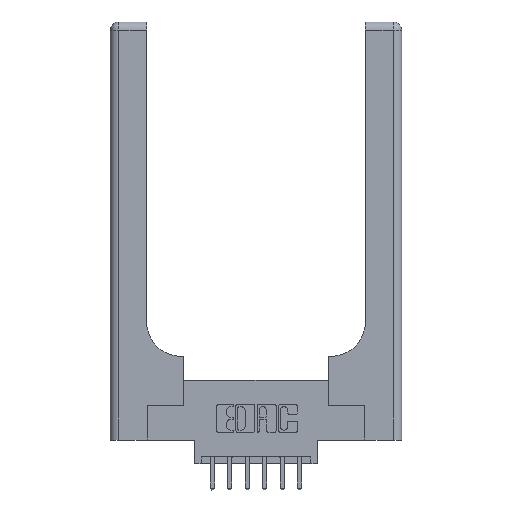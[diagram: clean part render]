
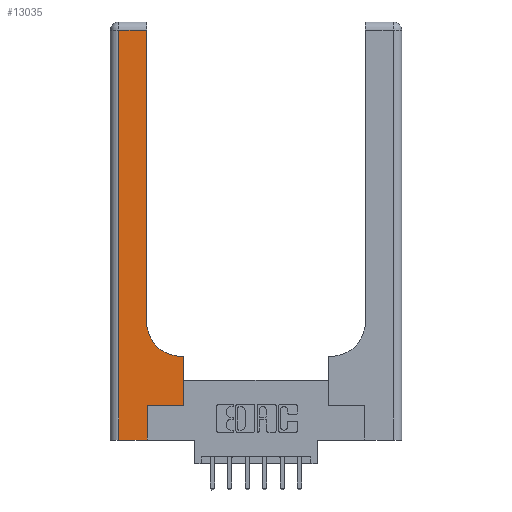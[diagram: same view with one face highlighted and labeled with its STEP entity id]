
A CAD part, top view. The second image highlights one B-rep face of the part: STEP entity #13035.
In plain terms, the highlighted planar face has unit normal (0, 0, 1).
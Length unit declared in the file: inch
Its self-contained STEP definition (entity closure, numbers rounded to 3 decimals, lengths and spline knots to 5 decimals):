
#192 = ORIENTED_EDGE ( 'NONE', *, *, #1402, .T. ) ;
#363 = CARTESIAN_POINT ( 'NONE',  ( 0.26, 0.85, 0.37 ) ) ;
#423 = EDGE_CURVE ( 'NONE', #1820, #11899, #9772, .T. ) ;
#854 = DIRECTION ( 'NONE',  ( 0., 0., -1. ) ) ;
#909 = CARTESIAN_POINT ( 'NONE',  ( 0.265, 0.25, 0.37 ) ) ;
#1090 = LINE ( 'NONE', #8307, #8797 ) ;
#1326 = CARTESIAN_POINT ( 'NONE',  ( 0.528, 0.25, 0.37 ) ) ;
#1402 = EDGE_CURVE ( 'NONE', #9493, #8430, #4457, .T. ) ;
#1820 = VERTEX_POINT ( 'NONE', #363 ) ;
#1865 = LINE ( 'NONE', #3656, #7677 ) ;
#1918 = PLANE ( 'NONE',  #2453 ) ;
#2453 = AXIS2_PLACEMENT_3D ( 'NONE', #11771, #854, #8523 ) ;
#2479 = VECTOR ( 'NONE', #10517, 39.37008 ) ;
#2665 = EDGE_LOOP ( 'NONE', ( #6308, #5233, #3111, #3393, #9879, #192, #9614, #13592, #6957 ) ) ;
#2801 = FACE_OUTER_BOUND ( 'NONE', #2665, .T. ) ;
#2839 = DIRECTION ( 'NONE',  ( 0., -1., 0. ) ) ;
#2872 = LINE ( 'NONE', #1326, #13844 ) ;
#2995 = VERTEX_POINT ( 'NONE', #13745 ) ;
#3111 = ORIENTED_EDGE ( 'NONE', *, *, #8542, .T. ) ;
#3178 = EDGE_CURVE ( 'NONE', #6033, #2995, #4470, .T. ) ;
#3393 = ORIENTED_EDGE ( 'NONE', *, *, #3178, .T. ) ;
#3418 = VERTEX_POINT ( 'NONE', #8325 ) ;
#3656 = CARTESIAN_POINT ( 'NONE',  ( 0., 2.94, 0.37 ) ) ;
#3720 = CARTESIAN_POINT ( 'NONE',  ( 0.265, 0.25, 0.37 ) ) ;
#3762 = CARTESIAN_POINT ( 'NONE',  ( 0.528, 0.25, 0.37 ) ) ;
#3797 = EDGE_CURVE ( 'NONE', #3418, #1820, #8226, .T. ) ;
#4457 = LINE ( 'NONE', #909, #10274 ) ;
#4470 = LINE ( 'NONE', #11868, #12527 ) ;
#5233 = ORIENTED_EDGE ( 'NONE', *, *, #10073, .T. ) ;
#5266 = CARTESIAN_POINT ( 'NONE',  ( 0.528, 0.6, 0.37 ) ) ;
#5669 = DIRECTION ( 'NONE',  ( 0., 0., -1. ) ) ;
#5691 = DIRECTION ( 'NONE',  ( 0., 1., 0. ) ) ;
#6033 = VERTEX_POINT ( 'NONE', #11833 ) ;
#6308 = ORIENTED_EDGE ( 'NONE', *, *, #423, .T. ) ;
#6957 = ORIENTED_EDGE ( 'NONE', *, *, #3797, .T. ) ;
#7580 = LINE ( 'NONE', #13908, #10131 ) ;
#7677 = VECTOR ( 'NONE', #10195, 39.37008 ) ;
#7928 = EDGE_CURVE ( 'NONE', #2995, #9493, #13096, .T. ) ;
#8226 = CIRCLE ( 'NONE', #11156, 0.25 ) ;
#8307 = CARTESIAN_POINT ( 'NONE',  ( 0.06, 3., 0.37 ) ) ;
#8325 = CARTESIAN_POINT ( 'NONE',  ( 0.51, 0.6, 0.37 ) ) ;
#8412 = CARTESIAN_POINT ( 'NONE',  ( 0.265, 0., 0.37 ) ) ;
#8424 = CARTESIAN_POINT ( 'NONE',  ( 0.06, 2.94, 0.37 ) ) ;
#8430 = VERTEX_POINT ( 'NONE', #3762 ) ;
#8523 = DIRECTION ( 'NONE',  ( -1., 0., 0. ) ) ;
#8542 = EDGE_CURVE ( 'NONE', #12996, #6033, #1090, .T. ) ;
#8571 = DIRECTION ( 'NONE',  ( 1., 0., 0. ) ) ;
#8575 = DIRECTION ( 'NONE',  ( 1., 0., 0. ) ) ;
#8797 = VECTOR ( 'NONE', #2839, 39.37008 ) ;
#9234 = VERTEX_POINT ( 'NONE', #5266 ) ;
#9431 = VECTOR ( 'NONE', #13602, 39.37008 ) ;
#9493 = VERTEX_POINT ( 'NONE', #3720 ) ;
#9614 = ORIENTED_EDGE ( 'NONE', *, *, #10551, .T. ) ;
#9772 = LINE ( 'NONE', #13758, #9431 ) ;
#9879 = ORIENTED_EDGE ( 'NONE', *, *, #7928, .T. ) ;
#10073 = EDGE_CURVE ( 'NONE', #11899, #12996, #1865, .T. ) ;
#10131 = VECTOR ( 'NONE', #11791, 39.37008 ) ;
#10195 = DIRECTION ( 'NONE',  ( -1., 0., 0. ) ) ;
#10274 = VECTOR ( 'NONE', #8575, 39.37008 ) ;
#10517 = DIRECTION ( 'NONE',  ( 0., 1., 0. ) ) ;
#10551 = EDGE_CURVE ( 'NONE', #8430, #9234, #2872, .T. ) ;
#10678 = CARTESIAN_POINT ( 'NONE',  ( 0.26, 2.94, 0.37 ) ) ;
#11156 = AXIS2_PLACEMENT_3D ( 'NONE', #12226, #5669, #13324 ) ;
#11771 = CARTESIAN_POINT ( 'NONE',  ( 0., 3., 0.37 ) ) ;
#11791 = DIRECTION ( 'NONE',  ( -1., 0., 0. ) ) ;
#11833 = CARTESIAN_POINT ( 'NONE',  ( 0.06, 0., 0.37 ) ) ;
#11868 = CARTESIAN_POINT ( 'NONE',  ( 0., 0., 0.37 ) ) ;
#11899 = VERTEX_POINT ( 'NONE', #10678 ) ;
#12226 = CARTESIAN_POINT ( 'NONE',  ( 0.51, 0.85, 0.37 ) ) ;
#12527 = VECTOR ( 'NONE', #8571, 39.37008 ) ;
#12996 = VERTEX_POINT ( 'NONE', #8424 ) ;
#13035 = ADVANCED_FACE ( 'NONE', ( #2801 ), #1918, .F. ) ;
#13096 = LINE ( 'NONE', #8412, #2479 ) ;
#13324 = DIRECTION ( 'NONE',  ( 1., 0., 0. ) ) ;
#13592 = ORIENTED_EDGE ( 'NONE', *, *, #14103, .T. ) ;
#13602 = DIRECTION ( 'NONE',  ( 0., 1., 0. ) ) ;
#13745 = CARTESIAN_POINT ( 'NONE',  ( 0.265, 0., 0.37 ) ) ;
#13758 = CARTESIAN_POINT ( 'NONE',  ( 0.26, 3., 0.37 ) ) ;
#13844 = VECTOR ( 'NONE', #5691, 39.37008 ) ;
#13908 = CARTESIAN_POINT ( 'NONE',  ( 0.26, 0.6, 0.37 ) ) ;
#14103 = EDGE_CURVE ( 'NONE', #9234, #3418, #7580, .T. ) ;
